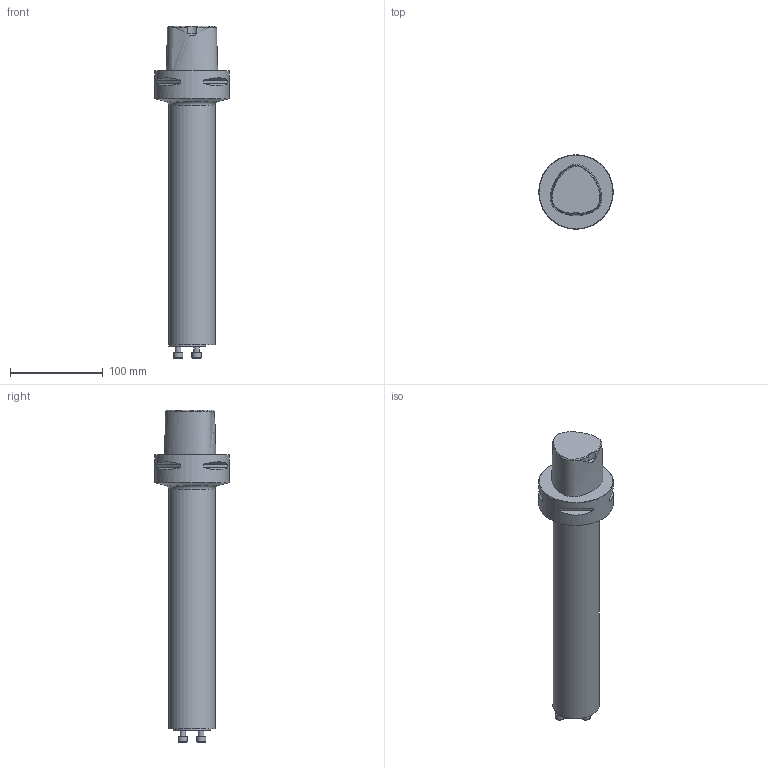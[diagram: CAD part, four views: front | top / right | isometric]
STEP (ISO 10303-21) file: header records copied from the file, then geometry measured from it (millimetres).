
FILE_DESCRIPTION(/* description */ (''),/* implementation_level */ '2;1');
FILE_NAME(/* name */ '1529071718316.stp',/* time_stamp */ '2018-06-15T16:08:45+02:00',/* author */ (''),/* organization */ ('SMS'),/* preprocessor_version */ 'ST-DEVELOPER v15',/* originating_system */ 'SIEMENS PLM Software NX 8.5',/* authorisation */ '');
FILE_SCHEMA (('AUTOMOTIVE_DESIGN { 1 0 10303 214 3 1 1 1 }'));
Length unit declared in the file: millimetre
Products named in the file (1): C8-570-3C_50_297-40R
Bounding box: 80 x 80 x 357 mm (x, y, z)
Volume: 785741 mm3; surface area: 68455.2 mm2
Topology: 1 solids, 1 shells, 72 faces, 163 edges, 110 vertices
Faces by surface type: plane 43, cylinder 18, cone 8, bspline 2, torus 1
Full cylindrical faces by diameter (mm): 6 x3, 10 x3, 40 x1, 50 x1, 80 x1
Entity records: 2678 total; most frequent: CARTESIAN_POINT 1131, DIRECTION 296, ORIENTED_EDGE 278, EDGE_CURVE 139, AXIS2_PLACEMENT_3D 109, EDGE_LOOP 103, VERTEX_POINT 100, LINE 78
